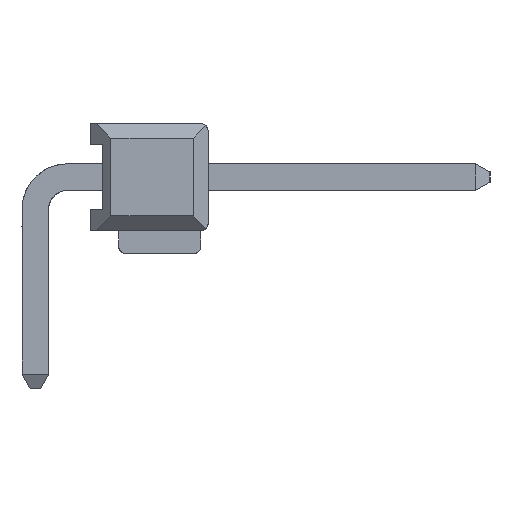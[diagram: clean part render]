
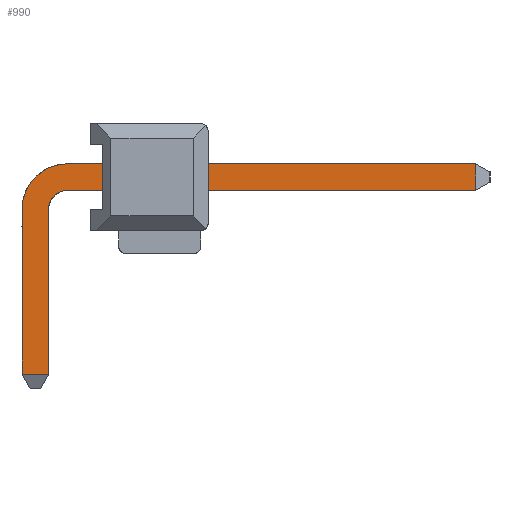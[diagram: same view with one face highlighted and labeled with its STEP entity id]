
A CAD part, left-side view. The second image highlights one B-rep face of the part: STEP entity #990.
In plain terms, the highlighted planar face has unit normal (-1, -0.003, 0).
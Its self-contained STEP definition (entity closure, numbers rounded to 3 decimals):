
#990=ADVANCED_FACE('',(#1530),#18479,.T.);
#1530=FACE_OUTER_BOUND('',#2092,.T.);
#2092=EDGE_LOOP('',(#4658,#4659,#4660,#4661));
#4658=ORIENTED_EDGE('',*,*,#16622,.T.);
#4659=ORIENTED_EDGE('',*,*,#16623,.T.);
#4660=ORIENTED_EDGE('',*,*,#16624,.T.);
#4661=ORIENTED_EDGE('',*,*,#16625,.T.);
#7370=PCURVE('',#18479,#10082);
#7371=PCURVE('',#18479,#10083);
#7372=PCURVE('',#18479,#10084);
#7373=PCURVE('',#18479,#10085);
#10082=DEFINITIONAL_REPRESENTATION('',(#17102),#32641);
#10083=DEFINITIONAL_REPRESENTATION('',(#17104),#32641);
#10084=DEFINITIONAL_REPRESENTATION('',(#17106),#32641);
#10085=DEFINITIONAL_REPRESENTATION('',(#17108),#32641);
#15238=SURFACE_CURVE('',#17101,(#7370),.PCURVE_S1.);
#15239=SURFACE_CURVE('',#17103,(#7371),.PCURVE_S1.);
#15240=SURFACE_CURVE('',#17105,(#7372),.PCURVE_S1.);
#15241=SURFACE_CURVE('',#17107,(#7373),.PCURVE_S1.);
#16622=EDGE_CURVE('',#17971,#17974,#15238,.T.);
#16623=EDGE_CURVE('',#17974,#17973,#15239,.T.);
#16624=EDGE_CURVE('',#17973,#17972,#15240,.T.);
#16625=EDGE_CURVE('',#17972,#17971,#15241,.T.);
#17101=(
BOUNDED_CURVE()
B_SPLINE_CURVE(2,(#31731,#31732,#31733),.UNSPECIFIED.,.F.,.F.)
B_SPLINE_CURVE_WITH_KNOTS((3,3),(-31.5,-30.87),
 .UNSPECIFIED.)
CURVE()
GEOMETRIC_REPRESENTATION_ITEM()
RATIONAL_B_SPLINE_CURVE((1.,1.,1.))
REPRESENTATION_ITEM('')
);
#17102=(
BOUNDED_CURVE()
B_SPLINE_CURVE(2,(#31734,#31735,#31736),.UNSPECIFIED.,.F.,.F.)
B_SPLINE_CURVE_WITH_KNOTS((3,3),(-31.5,-30.87),
 .UNSPECIFIED.)
CURVE()
GEOMETRIC_REPRESENTATION_ITEM()
RATIONAL_B_SPLINE_CURVE((1.,1.,1.))
REPRESENTATION_ITEM('')
);
#17103=(
BOUNDED_CURVE()
B_SPLINE_CURVE(2,(#31737,#31738,#31739,#31740,#31741,#31742,#31743),
 .UNSPECIFIED.,.F.,.F.)
B_SPLINE_CURVE_WITH_KNOTS((3,2,2,3),(-30.87,-23.432,
-21.728,-18.725),.UNSPECIFIED.)
CURVE()
GEOMETRIC_REPRESENTATION_ITEM()
RATIONAL_B_SPLINE_CURVE((1.,1.,1.,0.707,1.,1.,1.))
REPRESENTATION_ITEM('')
);
#17104=(
BOUNDED_CURVE()
B_SPLINE_CURVE(2,(#31744,#31745,#31746,#31747,#31748,#31749,#31750),
 .UNSPECIFIED.,.F.,.F.)
B_SPLINE_CURVE_WITH_KNOTS((3,2,2,3),(-30.87,-23.432,
-21.728,-18.725),.UNSPECIFIED.)
CURVE()
GEOMETRIC_REPRESENTATION_ITEM()
RATIONAL_B_SPLINE_CURVE((1.,1.,1.,0.707,1.,1.,1.))
REPRESENTATION_ITEM('')
);
#17105=(
BOUNDED_CURVE()
B_SPLINE_CURVE(2,(#31751,#31752,#31753),.UNSPECIFIED.,.F.,.F.)
B_SPLINE_CURVE_WITH_KNOTS((3,3),(-18.725,-18.095),
 .UNSPECIFIED.)
CURVE()
GEOMETRIC_REPRESENTATION_ITEM()
RATIONAL_B_SPLINE_CURVE((1.,1.,1.))
REPRESENTATION_ITEM('')
);
#17106=(
BOUNDED_CURVE()
B_SPLINE_CURVE(2,(#31754,#31755,#31756),.UNSPECIFIED.,.F.,.F.)
B_SPLINE_CURVE_WITH_KNOTS((3,3),(-18.725,-18.095),
 .UNSPECIFIED.)
CURVE()
GEOMETRIC_REPRESENTATION_ITEM()
RATIONAL_B_SPLINE_CURVE((1.,1.,1.))
REPRESENTATION_ITEM('')
);
#17107=(
BOUNDED_CURVE()
B_SPLINE_CURVE(2,(#31757,#31758,#31759,#31760,#31761,#31762,#31763),
 .UNSPECIFIED.,.F.,.F.)
B_SPLINE_CURVE_WITH_KNOTS((3,2,2,3),(-18.095,-15.093,
-14.378,-6.94),.UNSPECIFIED.)
CURVE()
GEOMETRIC_REPRESENTATION_ITEM()
RATIONAL_B_SPLINE_CURVE((1.,1.,1.,0.707,1.,1.,1.))
REPRESENTATION_ITEM('')
);
#17108=(
BOUNDED_CURVE()
B_SPLINE_CURVE(2,(#31764,#31765,#31766,#31767,#31768,#31769,#31770),
 .UNSPECIFIED.,.F.,.F.)
B_SPLINE_CURVE_WITH_KNOTS((3,2,2,3),(-18.095,-15.093,
-14.378,-6.94),.UNSPECIFIED.)
CURVE()
GEOMETRIC_REPRESENTATION_ITEM()
RATIONAL_B_SPLINE_CURVE((1.,1.,1.,0.707,1.,1.,1.))
REPRESENTATION_ITEM('')
);
#17971=VERTEX_POINT('',#31727);
#17972=VERTEX_POINT('',#31728);
#17973=VERTEX_POINT('',#31729);
#17974=VERTEX_POINT('',#31730);
#18479=PLANE('',#19039);
#19039=AXIS2_PLACEMENT_3D('',#31726,#19512,$);
#19512=DIRECTION('',(-1.,-0.003,0.));
#31726=CARTESIAN_POINT('',(-0.316,0.422,-2.91));
#31727=CARTESIAN_POINT('',(-0.288,-10.456,1.505));
#31728=CARTESIAN_POINT('',(-0.315,-0.316,-2.86));
#31729=CARTESIAN_POINT('',(-0.316,0.314,-2.86));
#31730=CARTESIAN_POINT('',(-0.288,-10.456,2.135));
#31731=CARTESIAN_POINT('',(-0.288,-10.456,1.505));
#31732=CARTESIAN_POINT('',(-0.288,-10.456,1.82));
#31733=CARTESIAN_POINT('',(-0.288,-10.456,2.135));
#31734=CARTESIAN_POINT('',(0.,0.));
#31735=CARTESIAN_POINT('',(0.,0.315));
#31736=CARTESIAN_POINT('',(0.,0.63));
#31737=CARTESIAN_POINT('',(-0.288,-10.456,2.135));
#31738=CARTESIAN_POINT('',(-0.3,-5.614,2.135));
#31739=CARTESIAN_POINT('',(-0.313,-0.771,2.135));
#31740=CARTESIAN_POINT('',(-0.316,0.314,2.135));
#31741=CARTESIAN_POINT('',(-0.316,0.314,1.05));
#31742=CARTESIAN_POINT('',(-0.316,0.314,-0.905));
#31743=CARTESIAN_POINT('',(-0.316,0.314,-2.86));
#31744=CARTESIAN_POINT('',(0.,0.63));
#31745=CARTESIAN_POINT('',(-4.843,0.63));
#31746=CARTESIAN_POINT('',(-9.686,0.63));
#31747=CARTESIAN_POINT('',(-10.771,0.63));
#31748=CARTESIAN_POINT('',(-10.771,-0.455));
#31749=CARTESIAN_POINT('',(-10.771,-2.41));
#31750=CARTESIAN_POINT('',(-10.771,-4.365));
#31751=CARTESIAN_POINT('',(-0.316,0.314,-2.86));
#31752=CARTESIAN_POINT('',(-0.315,-0.001,-2.86));
#31753=CARTESIAN_POINT('',(-0.315,-0.316,-2.86));
#31754=CARTESIAN_POINT('',(-10.771,-4.365));
#31755=CARTESIAN_POINT('',(-10.456,-4.365));
#31756=CARTESIAN_POINT('',(-10.141,-4.365));
#31757=CARTESIAN_POINT('',(-0.315,-0.316,-2.86));
#31758=CARTESIAN_POINT('',(-0.314,-0.316,-0.905));
#31759=CARTESIAN_POINT('',(-0.314,-0.316,1.05));
#31760=CARTESIAN_POINT('',(-0.314,-0.316,1.505));
#31761=CARTESIAN_POINT('',(-0.313,-0.771,1.505));
#31762=CARTESIAN_POINT('',(-0.3,-5.614,1.505));
#31763=CARTESIAN_POINT('',(-0.288,-10.456,1.505));
#31764=CARTESIAN_POINT('',(-10.141,-4.365));
#31765=CARTESIAN_POINT('',(-10.141,-2.41));
#31766=CARTESIAN_POINT('',(-10.141,-0.455));
#31767=CARTESIAN_POINT('',(-10.141,0.));
#31768=CARTESIAN_POINT('',(-9.686,0.));
#31769=CARTESIAN_POINT('',(-4.843,0.));
#31770=CARTESIAN_POINT('',(0.,0.));
#32641=(
GEOMETRIC_REPRESENTATION_CONTEXT(2)
PARAMETRIC_REPRESENTATION_CONTEXT()
REPRESENTATION_CONTEXT('pspace','')
);
